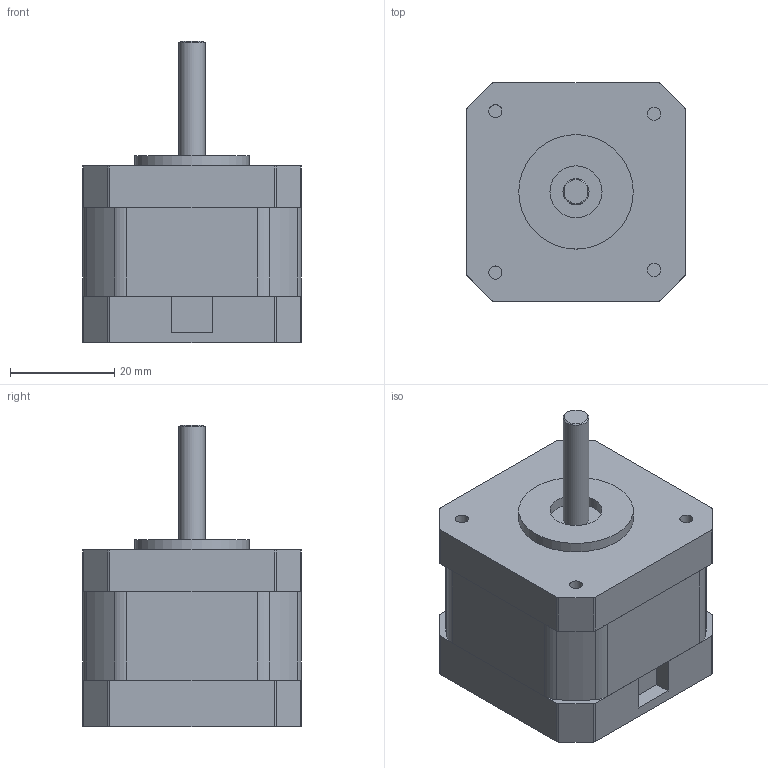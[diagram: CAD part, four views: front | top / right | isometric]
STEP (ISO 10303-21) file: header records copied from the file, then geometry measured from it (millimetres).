
FILE_DESCRIPTION(/* description */ (''),/* implementation_level */ '2;1');
FILE_NAME(/* name */ 'Nema17_34mm.step',/* time_stamp */ '2017-12-03T23:00:41+01:00',/* author */ ('ziga.bozic1'),/* organization */ (''),/* preprocessor_version */ 'ST-DEVELOPER v16.13',/* originating_system */ 'Autodesk Translation Framework v6.5.0.72',/* authorisation */ '');
FILE_SCHEMA (('AUTOMOTIVE_DESIGN { 1 0 10303 214 3 1 1 }'));
Length unit declared in the file: millimetre
Products named in the file (2): Nema17; Component1
Assembly tree (1 placements, depth 2):
  Nema17
    Component1
Bounding box: 42 x 42 x 58 mm (x, y, z)
Volume: 57150.5 mm3; surface area: 16813.9 mm2
Topology: 4 solids, 4 shells, 83 faces, 200 edges, 133 vertices
Faces by surface type: cylinder 42, plane 40, cone 1
Full cylindrical faces by diameter (mm): 2.529 x4, 5 x2, 6 x4, 9.5 x1, 10 x2, 22 x1
Entity records: 2535 total; most frequent: DIRECTION 457, CARTESIAN_POINT 419, ORIENTED_EDGE 400, EDGE_CURVE 200, AXIS2_PLACEMENT_3D 171, VERTEX_POINT 133, LINE 115, VECTOR 115
